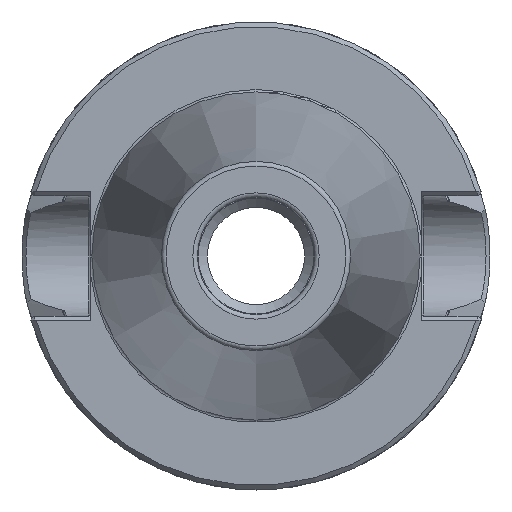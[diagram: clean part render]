
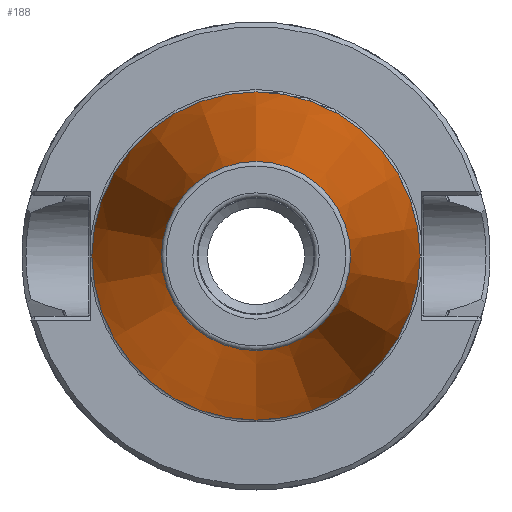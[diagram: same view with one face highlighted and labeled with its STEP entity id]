
A CAD part, left-side view. The second image highlights one B-rep face of the part: STEP entity #188.
In plain terms, the highlighted conical face has half-angle 8.297 degrees and reference radius 20.204 mm.
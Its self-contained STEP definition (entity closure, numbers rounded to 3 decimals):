
#188 = ADVANCED_FACE( '', ( #468, #469 ), #470, .T. );
#468 = FACE_OUTER_BOUND( '', #875, .T. );
#469 = FACE_BOUND( '', #876, .T. );
#470 = CONICAL_SURFACE( '', #877, 20.204, 0.145 );
#875 = EDGE_LOOP( '', ( #1400 ) );
#876 = EDGE_LOOP( '', ( #1401 ) );
#877 = AXIS2_PLACEMENT_3D( '', #1402, #1403, #1404 );
#1400 = ORIENTED_EDGE( '', *, *, #2272, .T. );
#1401 = ORIENTED_EDGE( '', *, *, #2273, .F. );
#1402 = CARTESIAN_POINT( '', ( -100.944, 0., 0. ) );
#1403 = DIRECTION( '', ( 1., 0., 0. ) );
#1404 = DIRECTION( '', ( 0., 0., -1. ) );
#2272 = EDGE_CURVE( '', #2692, #2692, #2693, .T. );
#2273 = EDGE_CURVE( '', #2694, #2694, #2695, .T. );
#2692 = VERTEX_POINT( '', #3293 );
#2693 = CIRCLE( '', #3294, 35.065 );
#2694 = VERTEX_POINT( '', #3295 );
#2695 = CIRCLE( '', #3296, 20.204 );
#3293 = CARTESIAN_POINT( '', ( 0.963, 0., 35.065 ) );
#3294 = AXIS2_PLACEMENT_3D( '', #4489, #4490, #4491 );
#3295 = CARTESIAN_POINT( '', ( -100.944, 0., 20.204 ) );
#3296 = AXIS2_PLACEMENT_3D( '', #4492, #4493, #4494 );
#4489 = CARTESIAN_POINT( '', ( 0.963, 0., 0. ) );
#4490 = DIRECTION( '', ( -1., 0., 0. ) );
#4491 = DIRECTION( '', ( 0., 0., 1. ) );
#4492 = CARTESIAN_POINT( '', ( -100.944, 0., 0. ) );
#4493 = DIRECTION( '', ( -1., 0., 0. ) );
#4494 = DIRECTION( '', ( 0., 0., 1. ) );
